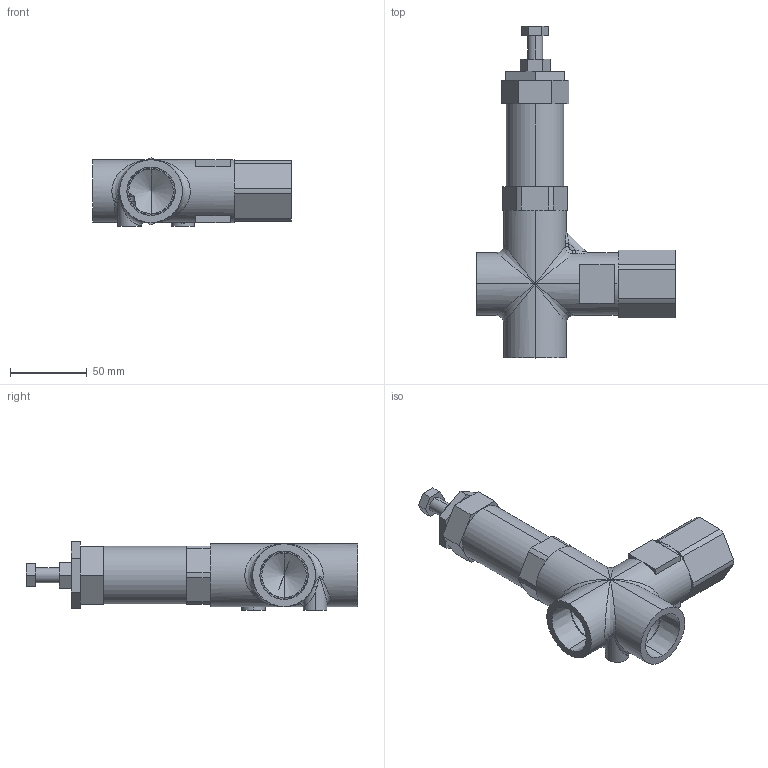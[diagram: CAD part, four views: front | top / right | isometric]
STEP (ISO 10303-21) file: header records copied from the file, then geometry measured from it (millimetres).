
FILE_DESCRIPTION (( 'STEP AP203' ), '1' );
FILE_NAME ('7590.STEP', '2011-01-21T18:03:49', ( 'admin' ), ( '' ), 'SwSTEP 2.0', 'SolidWorks 2011', '' );
FILE_SCHEMA (( 'CONFIG_CONTROL_DESIGN' ));
Length unit declared in the file: inch
Products named in the file (1): 7590
Bounding box: 129.54 x 216.15 x 44.91 mm (x, y, z)
Volume: 301793.6 mm3; surface area: 50933.9 mm2
Topology: 1 solids, 1 shells, 184 faces, 443 edges, 257 vertices
Faces by surface type: plane 103, cylinder 46, bspline 17, cone 16, sphere 2
Entity records: 7162 total; most frequent: CARTESIAN_POINT 2986, ORIENTED_EDGE 854, DIRECTION 847, EDGE_CURVE 427, AXIS2_PLACEMENT_3D 301, VERTEX_POINT 257, LINE 245, VECTOR 245
